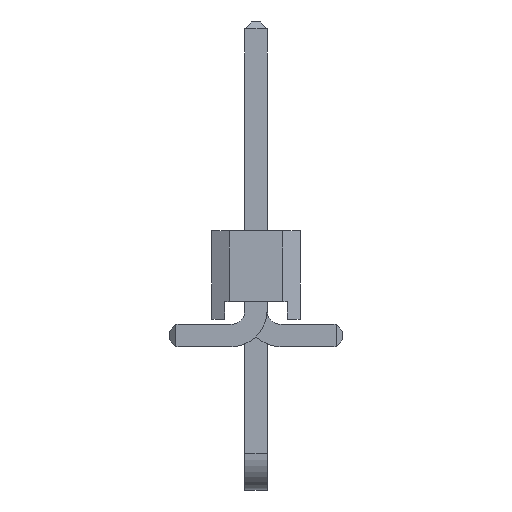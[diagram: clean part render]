
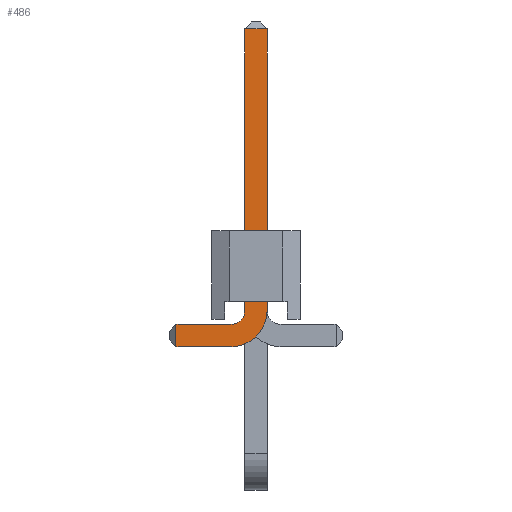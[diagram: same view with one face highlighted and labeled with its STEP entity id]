
A CAD part, left-side view. The second image highlights one B-rep face of the part: STEP entity #486.
In plain terms, the highlighted face is planar.
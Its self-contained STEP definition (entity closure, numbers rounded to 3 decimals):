
#486 = ADVANCED_FACE( '', ( #1296 ), #1297, .T. );
#1296 = FACE_OUTER_BOUND( '', #2478, .T. );
#1297 = PLANE( '', #2479 );
#2478 = EDGE_LOOP( '', ( #3935, #3936, #3937, #3938, #3939, #3940, #3941, #3942 ) );
#2479 = AXIS2_PLACEMENT_3D( '', #3943, #3944, #3945 );
#3935 = ORIENTED_EDGE( '', *, *, #7261, .F. );
#3936 = ORIENTED_EDGE( '', *, *, #7325, .T. );
#3937 = ORIENTED_EDGE( '', *, *, #7326, .F. );
#3938 = ORIENTED_EDGE( '', *, *, #7327, .F. );
#3939 = ORIENTED_EDGE( '', *, *, #7328, .F. );
#3940 = ORIENTED_EDGE( '', *, *, #7329, .T. );
#3941 = ORIENTED_EDGE( '', *, *, #7330, .F. );
#3942 = ORIENTED_EDGE( '', *, *, #7085, .F. );
#3943 = CARTESIAN_POINT( '', ( 0.72, 0.32, -5.14 ) );
#3944 = DIRECTION( '', ( 0., 1., 0. ) );
#3945 = DIRECTION( '', ( 0., 0., 1. ) );
#7085 = EDGE_CURVE( '', #8505, #8506, #8507, .T. );
#7261 = EDGE_CURVE( '', #8819, #8505, #8821, .T. );
#7325 = EDGE_CURVE( '', #8819, #8931, #8932, .T. );
#7326 = EDGE_CURVE( '', #8933, #8931, #8934, .T. );
#7327 = EDGE_CURVE( '', #8935, #8933, #8936, .T. );
#7328 = EDGE_CURVE( '', #8937, #8935, #8938, .T. );
#7329 = EDGE_CURVE( '', #8937, #8939, #8940, .T. );
#7330 = EDGE_CURVE( '', #8506, #8939, #8941, .T. );
#8505 = VERTEX_POINT( '', #10625 );
#8506 = VERTEX_POINT( '', #10626 );
#8507 = CIRCLE( '', #10627, 0.4 );
#8819 = VERTEX_POINT( '', #11080 );
#8821 = LINE( '', #11083, #11084 );
#8931 = VERTEX_POINT( '', #11244 );
#8932 = LINE( '', #11245, #11246 );
#8933 = VERTEX_POINT( '', #11247 );
#8934 = LINE( '', #11248, #11249 );
#8935 = VERTEX_POINT( '', #11250 );
#8936 = CIRCLE( '', #11251, 1.04 );
#8937 = VERTEX_POINT( '', #11252 );
#8938 = LINE( '', #11253, #11254 );
#8939 = VERTEX_POINT( '', #11255 );
#8940 = LINE( '', #11256, #11257 );
#8941 = LINE( '', #11258, #11259 );
#10625 = CARTESIAN_POINT( '', ( 0.72, 0.32, -5.54 ) );
#10626 = CARTESIAN_POINT( '', ( 0.32, 0.32, -5.14 ) );
#10627 = AXIS2_PLACEMENT_3D( '', #13768, #13769, #13770 );
#11080 = CARTESIAN_POINT( '', ( 2.3, 0.32, -5.54 ) );
#11083 = CARTESIAN_POINT( '', ( 2.5, 0.32, -5.54 ) );
#11084 = VECTOR( '', #13916, 1000. );
#11244 = CARTESIAN_POINT( '', ( 2.3, 0.32, -6.18 ) );
#11245 = CARTESIAN_POINT( '', ( 2.3, 0.32, -6.18 ) );
#11246 = VECTOR( '', #13967, 1000. );
#11247 = CARTESIAN_POINT( '', ( 0.72, 0.32, -6.18 ) );
#11248 = CARTESIAN_POINT( '', ( 2.5, 0.32, -6.18 ) );
#11249 = VECTOR( '', #13968, 1000. );
#11250 = CARTESIAN_POINT( '', ( -0.32, 0.32, -5.14 ) );
#11251 = AXIS2_PLACEMENT_3D( '', #13969, #13970, #13971 );
#11252 = CARTESIAN_POINT( '', ( -0.32, 0.32, 2.95 ) );
#11253 = CARTESIAN_POINT( '', ( -0.32, 0.32, -5.14 ) );
#11254 = VECTOR( '', #13972, 1000. );
#11255 = CARTESIAN_POINT( '', ( 0.32, 0.32, 2.95 ) );
#11256 = CARTESIAN_POINT( '', ( 0.32, 0.32, 2.95 ) );
#11257 = VECTOR( '', #13973, 1000. );
#11258 = CARTESIAN_POINT( '', ( 0.32, 0.32, -5.14 ) );
#11259 = VECTOR( '', #13974, 1000. );
#13768 = CARTESIAN_POINT( '', ( 0.72, 0.32, -5.14 ) );
#13769 = DIRECTION( '', ( 0., 1., 0. ) );
#13770 = DIRECTION( '', ( 1., 0., 0. ) );
#13916 = DIRECTION( '', ( -1., 0., 0. ) );
#13967 = DIRECTION( '', ( 0., 0., -1. ) );
#13968 = DIRECTION( '', ( 1., 0., 0. ) );
#13969 = CARTESIAN_POINT( '', ( 0.72, 0.32, -5.14 ) );
#13970 = DIRECTION( '', ( 0., -1., 0. ) );
#13971 = DIRECTION( '', ( 1., 0., 0. ) );
#13972 = DIRECTION( '', ( 0., 0., -1. ) );
#13973 = DIRECTION( '', ( 1., 0., 0. ) );
#13974 = DIRECTION( '', ( 0., 0., 1. ) );
